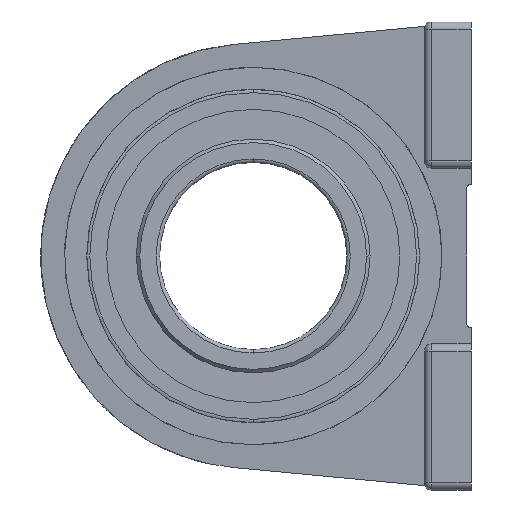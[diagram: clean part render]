
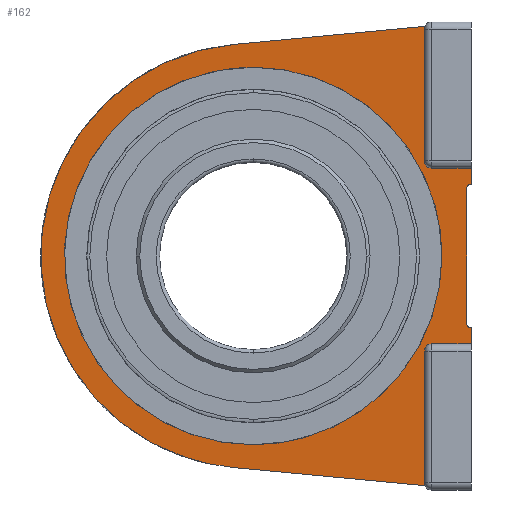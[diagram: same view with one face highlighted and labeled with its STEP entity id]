
A CAD part, left-side view. The second image highlights one B-rep face of the part: STEP entity #162.
In plain terms, the highlighted planar face has unit normal (-0.995, 0.099, 0).
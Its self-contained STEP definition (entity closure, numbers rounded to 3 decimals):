
#162=ADVANCED_FACE('',(#436,#437),#438,.T.);
#436=FACE_BOUND('',#768,.T.);
#437=FACE_OUTER_BOUND('',#769,.T.);
#438=PLANE('',#770);
#768=EDGE_LOOP('',(#1730,#1731,#1732));
#769=EDGE_LOOP('',(#1733,#1734,#1735,#1736,#1737,#1738,#1739,#1740,#1741,#1742,#1743,#1744,#1745,#1746,#1747,#1748));
#770=AXIS2_PLACEMENT_3D('',#1749,#1750,#1751);
#1730=ORIENTED_EDGE('',*,*,#2267,.T.);
#1731=ORIENTED_EDGE('',*,*,#2077,.T.);
#1732=ORIENTED_EDGE('',*,*,#2268,.T.);
#1733=ORIENTED_EDGE('',*,*,#2301,.T.);
#1734=ORIENTED_EDGE('',*,*,#2280,.T.);
#1735=ORIENTED_EDGE('',*,*,#2284,.T.);
#1736=ORIENTED_EDGE('',*,*,#2274,.T.);
#1737=ORIENTED_EDGE('',*,*,#2324,.T.);
#1738=ORIENTED_EDGE('',*,*,#2325,.T.);
#1739=ORIENTED_EDGE('',*,*,#2326,.T.);
#1740=ORIENTED_EDGE('',*,*,#2327,.T.);
#1741=ORIENTED_EDGE('',*,*,#2328,.T.);
#1742=ORIENTED_EDGE('',*,*,#2329,.T.);
#1743=ORIENTED_EDGE('',*,*,#2330,.T.);
#1744=ORIENTED_EDGE('',*,*,#2331,.T.);
#1745=ORIENTED_EDGE('',*,*,#2332,.T.);
#1746=ORIENTED_EDGE('',*,*,#2333,.T.);
#1747=ORIENTED_EDGE('',*,*,#2334,.T.);
#1748=ORIENTED_EDGE('',*,*,#2321,.T.);
#1749=CARTESIAN_POINT('',(-24.875,-0.9,-75.0));
#1750=DIRECTION('',(-0.995,0.099,0.0));
#1751=DIRECTION('',(-0.099,-0.995,-0.0));
#2077=EDGE_CURVE('',#2628,#2632,#2634,.T.);
#2267=EDGE_CURVE('',#2942,#2628,#2943,.T.);
#2268=EDGE_CURVE('',#2632,#2942,#2944,.T.);
#2274=EDGE_CURVE('',#2951,#2952,#2953,.T.);
#2280=EDGE_CURVE('',#2963,#2964,#2965,.T.);
#2284=EDGE_CURVE('',#2964,#2951,#2971,.T.);
#2301=EDGE_CURVE('',#2999,#2963,#3000,.T.);
#2321=EDGE_CURVE('',#3026,#2999,#3027,.T.);
#2324=EDGE_CURVE('',#2952,#3031,#3032,.T.);
#2325=EDGE_CURVE('',#3031,#3033,#3034,.T.);
#2326=EDGE_CURVE('',#3033,#3035,#3036,.T.);
#2327=EDGE_CURVE('',#3035,#3037,#3038,.T.);
#2328=EDGE_CURVE('',#3037,#3039,#3040,.T.);
#2329=EDGE_CURVE('',#3039,#3041,#3042,.T.);
#2330=EDGE_CURVE('',#3041,#3043,#3044,.T.);
#2331=EDGE_CURVE('',#3043,#3045,#3046,.T.);
#2332=EDGE_CURVE('',#3045,#3047,#3048,.T.);
#2333=EDGE_CURVE('',#3047,#3049,#3050,.T.);
#2334=EDGE_CURVE('',#3049,#3026,#3051,.T.);
#2628=VERTEX_POINT('',#3390);
#2632=VERTEX_POINT('',#3395);
#2634=ELLIPSE('',#3398,60.8,60.5);
#2942=VERTEX_POINT('',#4091);
#2943=ELLIPSE('',#4092,60.8,60.5);
#2944=ELLIPSE('',#4093,60.8,60.5);
#2951=VERTEX_POINT('',#4133);
#2952=VERTEX_POINT('',#4134);
#2953=LINE('',#4135,#4136);
#2963=VERTEX_POINT('',#4151);
#2964=VERTEX_POINT('',#4152);
#2965=LINE('',#4153,#4154);
#2971=ELLIPSE('',#4163,2.261,2.25);
#2999=VERTEX_POINT('',#4196);
#3000=ELLIPSE('',#4197,2.261,2.25);
#3026=VERTEX_POINT('',#4235);
#3027=LINE('',#4236,#4237);
#3031=VERTEX_POINT('',#4243);
#3032=LINE('',#4244,#4245);
#3033=VERTEX_POINT('',#4246);
#3034=ELLIPSE('',#4247,1.507,1.5);
#3035=VERTEX_POINT('',#4248);
#3036=LINE('',#4249,#4250);
#3037=VERTEX_POINT('',#4251);
#3038=ELLIPSE('',#4252,1.507,1.5);
#3039=VERTEX_POINT('',#4253);
#3040=LINE('',#4254,#4255);
#3041=VERTEX_POINT('',#4256);
#3042=LINE('',#4257,#4258);
#3043=VERTEX_POINT('',#4259);
#3044=ELLIPSE('',#4260,2.261,2.25);
#3045=VERTEX_POINT('',#4261);
#3046=LINE('',#4262,#4263);
#3047=VERTEX_POINT('',#4264);
#3048=ELLIPSE('',#4265,2.261,2.25);
#3049=VERTEX_POINT('',#4266);
#3050=LINE('',#4267,#4268);
#3051=ELLIPSE('',#4269,68.437,68.1);
#3390=CARTESIAN_POINT('',(-24.785,0.,-60.5));
#3395=CARTESIAN_POINT('',(-24.785,0.,60.5));
#3398=AXIS2_PLACEMENT_3D('',#4554,#4555,#4556);
#4091=CARTESIAN_POINT('',(-30.813,-60.5,0.));
#4092=AXIS2_PLACEMENT_3D('',#4923,#4924,#4925);
#4093=AXIS2_PLACEMENT_3D('',#4926,#4927,#4928);
#4133=CARTESIAN_POINT('',(-30.48,-57.15,-28.2));
#4134=CARTESIAN_POINT('',(-31.75,-69.9,-28.2));
#4135=CARTESIAN_POINT('',(-27.786,-30.121,-28.2));
#4136=VECTOR('',#4941,1.0);
#4151=CARTESIAN_POINT('',(-30.255,-54.9,-72.75));
#4152=CARTESIAN_POINT('',(-30.255,-54.9,-30.45));
#4153=CARTESIAN_POINT('',(-30.255,-54.9,-63.3));
#4154=VECTOR('',#4947,1.0);
#4163=AXIS2_PLACEMENT_3D('',#4951,#4952,#4953);
#4196=CARTESIAN_POINT('',(-30.272,-55.067,-73.6));
#4197=AXIS2_PLACEMENT_3D('',#4992,#4993,#4994);
#4235=CARTESIAN_POINT('',(-24.148,6.399,-67.799));
#4236=CARTESIAN_POINT('',(-26.471,-16.923,-70.));
#4237=VECTOR('',#5028,1.0);
#4243=CARTESIAN_POINT('',(-31.75,-69.9,-23.0));
#4244=CARTESIAN_POINT('',(-31.75,-69.9,-37.5));
#4245=VECTOR('',#5031,1.0);
#4246=CARTESIAN_POINT('',(-31.601,-68.4,-21.5));
#4247=AXIS2_PLACEMENT_3D('',#5032,#5033,#5034);
#4248=CARTESIAN_POINT('',(-31.601,-68.4,21.5));
#4249=CARTESIAN_POINT('',(-31.601,-68.4,-37.5));
#4250=VECTOR('',#5035,1.0);
#4251=CARTESIAN_POINT('',(-31.75,-69.9,23.0));
#4252=AXIS2_PLACEMENT_3D('',#5036,#5037,#5038);
#4253=CARTESIAN_POINT('',(-31.75,-69.9,28.2));
#4254=CARTESIAN_POINT('',(-31.75,-69.9,-37.5));
#4255=VECTOR('',#5039,1.0);
#4256=CARTESIAN_POINT('',(-30.48,-57.15,28.2));
#4257=CARTESIAN_POINT('',(-27.786,-30.121,28.2));
#4258=VECTOR('',#5040,1.0);
#4259=CARTESIAN_POINT('',(-30.255,-54.9,30.45));
#4260=AXIS2_PLACEMENT_3D('',#5041,#5042,#5043);
#4261=CARTESIAN_POINT('',(-30.255,-54.9,72.75));
#4262=CARTESIAN_POINT('',(-30.255,-54.9,-11.7));
#4263=VECTOR('',#5044,1.0);
#4264=CARTESIAN_POINT('',(-30.272,-55.067,73.6));
#4265=AXIS2_PLACEMENT_3D('',#5045,#5046,#5047);
#4266=CARTESIAN_POINT('',(-24.148,6.399,67.799));
#4267=CARTESIAN_POINT('',(-25.779,-9.975,69.344));
#4268=VECTOR('',#5048,1.0);
#4269=AXIS2_PLACEMENT_3D('',#5049,#5050,#5051);
#4554=CARTESIAN_POINT('',(-24.785,0.0,0.0));
#4555=DIRECTION('',(0.995,-0.099,0.0));
#4556=DIRECTION('',(0.099,0.995,0.0));
#4923=CARTESIAN_POINT('',(-24.785,0.0,0.0));
#4924=DIRECTION('',(0.995,-0.099,0.0));
#4925=DIRECTION('',(0.099,0.995,0.0));
#4926=CARTESIAN_POINT('',(-24.785,0.0,0.0));
#4927=DIRECTION('',(0.995,-0.099,0.0));
#4928=DIRECTION('',(0.099,0.995,0.0));
#4941=DIRECTION('',(-0.099,-0.995,0.));
#4947=DIRECTION('',(0.0,0.0,1.0));
#4951=CARTESIAN_POINT('',(-30.48,-57.15,-30.45));
#4952=DIRECTION('',(0.995,-0.099,0.));
#4953=DIRECTION('',(0.099,0.995,0.));
#4992=CARTESIAN_POINT('',(-30.48,-57.15,-72.75));
#4993=DIRECTION('',(0.995,-0.099,0.));
#4994=DIRECTION('',(0.099,0.995,0.));
#5028=DIRECTION('',(-0.099,-0.991,-0.094));
#5031=DIRECTION('',(0.0,0.0,1.0));
#5032=CARTESIAN_POINT('',(-31.75,-69.9,-21.5));
#5033=DIRECTION('',(0.995,-0.099,0.));
#5034=DIRECTION('',(0.099,0.995,0.));
#5035=DIRECTION('',(0.0,0.0,1.0));
#5036=CARTESIAN_POINT('',(-31.75,-69.9,21.5));
#5037=DIRECTION('',(0.995,-0.099,0.));
#5038=DIRECTION('',(0.099,0.995,0.));
#5039=DIRECTION('',(0.0,0.0,1.0));
#5040=DIRECTION('',(0.099,0.995,0.));
#5041=CARTESIAN_POINT('',(-30.48,-57.15,30.45));
#5042=DIRECTION('',(0.995,-0.099,0.0));
#5043=DIRECTION('',(0.099,0.995,0.));
#5044=DIRECTION('',(0.0,0.0,1.0));
#5045=CARTESIAN_POINT('',(-30.48,-57.15,72.75));
#5046=DIRECTION('',(0.995,-0.099,0.));
#5047=DIRECTION('',(0.099,0.995,0.));
#5048=DIRECTION('',(0.099,0.991,-0.094));
#5049=CARTESIAN_POINT('',(-24.785,0.,0.));
#5050=DIRECTION('',(-0.995,0.099,0.0));
#5051=DIRECTION('',(0.099,0.995,0.));
